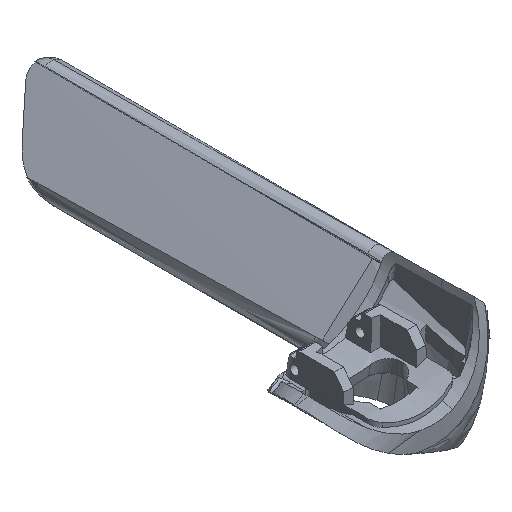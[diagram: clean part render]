
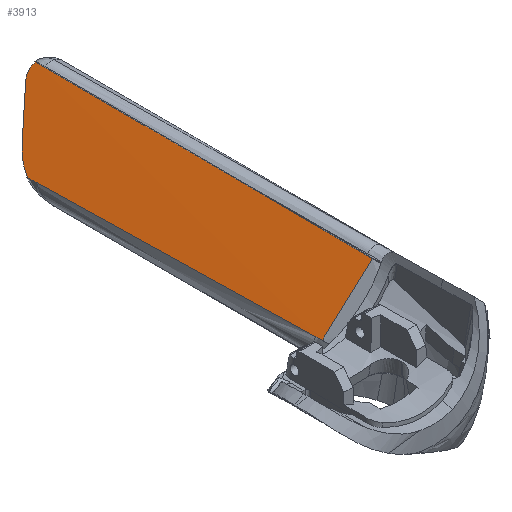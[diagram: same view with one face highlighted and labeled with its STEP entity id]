
A CAD part, isometric view. The second image highlights one B-rep face of the part: STEP entity #3913.
In plain terms, the highlighted free-form (B-spline) face has degree [3, 3] with [4, 6] control points.
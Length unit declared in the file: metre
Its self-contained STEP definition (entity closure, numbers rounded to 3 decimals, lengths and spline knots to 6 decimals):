
#99=B_SPLINE_SURFACE_WITH_KNOTS('',3,3,((#12634,#12635,#12636,#12637,#12638,
#12639),(#12640,#12641,#12642,#12643,#12644,#12645),(#12646,#12647,#12648,
#12649,#12650,#12651),(#12652,#12653,#12654,#12655,#12656,#12657)),
 .RULED_SURF.,.F.,.F.,.F.,(4,4),(4,2,4),(0.,1.),(0.000108,
0.005673,0.999999),.UNSPECIFIED.);
#342=B_SPLINE_CURVE_WITH_KNOTS('',3,(#6892,#6893,#6894,#6895),
 .UNSPECIFIED.,.F.,.F.,(4,4),(0.,0.003021),
 .UNSPECIFIED.);
#515=B_SPLINE_CURVE_WITH_KNOTS('',3,(#10952,#10953,#10954,#10955),
 .UNSPECIFIED.,.F.,.F.,(4,4),(0.,1.),.UNSPECIFIED.);
#523=B_SPLINE_CURVE_WITH_KNOTS('',3,(#11155,#11156,#11157,#11158,#11159,
#11160,#11161,#11162,#11163,#11164,#11165,#11166,#11167,#11168,#11169,#11170,
#11171,#11172,#11173,#11174,#11175,#11176,#11177,#11178,#11179,#11180,#11181,
#11182,#11183,#11184,#11185,#11186,#11187,#11188),.UNSPECIFIED.,.F.,.F.,
(4,1,1,1,1,1,1,1,1,1,1,1,1,1,1,1,1,1,1,1,1,1,1,1,1,1,1,1,1,1,1,4),(0.,0.125,
0.1875,0.21875,0.25,0.28125,0.3125,0.375,0.40625,0.4375,0.46875,0.484375,
0.492188,0.5,0.507813,0.515625,0.53125,0.5625,0.59375,0.625,0.6875,0.71875,
0.734375,0.742188,0.75,0.757813,0.765625,0.78125,0.8125,0.875,0.9375,
1.),.UNSPECIFIED.);
#533=B_SPLINE_CURVE_WITH_KNOTS('',3,(#12581,#12582,#12583,#12584),
 .UNSPECIFIED.,.F.,.F.,(4,4),(0.,1.),.UNSPECIFIED.);
#536=B_SPLINE_CURVE_WITH_KNOTS('',3,(#12630,#12631,#12632,#12633),
 .UNSPECIFIED.,.F.,.F.,(4,4),(0.,1.),.UNSPECIFIED.);
#537=B_SPLINE_CURVE_WITH_KNOTS('',3,(#12658,#12659,#12660,#12661),
 .UNSPECIFIED.,.F.,.F.,(4,4),(0.,0.0049),.UNSPECIFIED.);
#1591=ORIENTED_EDGE('',*,*,#2412,.F.);
#1592=ORIENTED_EDGE('',*,*,#2416,.F.);
#1593=ORIENTED_EDGE('',*,*,#2390,.F.);
#1594=ORIENTED_EDGE('',*,*,#2400,.F.);
#1595=ORIENTED_EDGE('',*,*,#2415,.T.);
#1596=ORIENTED_EDGE('',*,*,#2131,.F.);
#2131=EDGE_CURVE('',#2692,#2693,#342,.T.);
#2390=EDGE_CURVE('',#2844,#2845,#515,.T.);
#2400=EDGE_CURVE('',#2849,#2844,#523,.T.);
#2412=EDGE_CURVE('',#2855,#2692,#533,.T.);
#2415=EDGE_CURVE('',#2849,#2693,#536,.T.);
#2416=EDGE_CURVE('',#2845,#2855,#537,.T.);
#2692=VERTEX_POINT('',#6891);
#2693=VERTEX_POINT('',#6896);
#2844=VERTEX_POINT('',#10951);
#2845=VERTEX_POINT('',#10956);
#2849=VERTEX_POINT('',#11154);
#2855=VERTEX_POINT('',#12580);
#3416=EDGE_LOOP('',(#1591,#1592,#1593,#1594,#1595,#1596));
#3629=FACE_BOUND('',#3416,.T.);
#3913=ADVANCED_FACE('',(#3629),#99,.T.);
#6891=CARTESIAN_POINT('',(0.132849,0.090641,-0.015303));
#6892=CARTESIAN_POINT('',(0.132849,0.090641,-0.015303));
#6893=CARTESIAN_POINT('',(0.133441,0.091154,-0.014648));
#6894=CARTESIAN_POINT('',(0.134243,0.091225,-0.01388));
#6895=CARTESIAN_POINT('',(0.134959,0.090796,-0.01329));
#6896=CARTESIAN_POINT('',(0.134959,0.090796,-0.01329));
#10951=CARTESIAN_POINT('',(0.130925,0.03098,-0.028492));
#10952=CARTESIAN_POINT('',(0.130925,0.030979,-0.028492));
#10953=CARTESIAN_POINT('',(0.129019,0.048263,-0.026988));
#10954=CARTESIAN_POINT('',(0.127125,0.065459,-0.025493));
#10955=CARTESIAN_POINT('',(0.125243,0.082565,-0.024009));
#10956=CARTESIAN_POINT('',(0.125243,0.082565,-0.024009));
#11154=CARTESIAN_POINT('',(0.140732,0.030892,-0.019467));
#11155=CARTESIAN_POINT('',(0.140732,0.030892,-0.019467));
#11156=CARTESIAN_POINT('',(0.140387,0.030891,-0.019785));
#11157=CARTESIAN_POINT('',(0.139836,0.03089,-0.020294));
#11158=CARTESIAN_POINT('',(0.139122,0.030893,-0.020951));
#11159=CARTESIAN_POINT('',(0.138706,0.030895,-0.021335));
#11160=CARTESIAN_POINT('',(0.138357,0.030897,-0.021656));
#11161=CARTESIAN_POINT('',(0.138104,0.030899,-0.021888));
#11162=CARTESIAN_POINT('',(0.137713,0.030903,-0.022248));
#11163=CARTESIAN_POINT('',(0.137309,0.030907,-0.022621));
#11164=CARTESIAN_POINT('',(0.136876,0.030912,-0.023018));
#11165=CARTESIAN_POINT('',(0.136539,0.030916,-0.023328));
#11166=CARTESIAN_POINT('',(0.136252,0.030919,-0.023593));
#11167=CARTESIAN_POINT('',(0.136038,0.030922,-0.023789));
#11168=CARTESIAN_POINT('',(0.135925,0.030923,-0.023893));
#11169=CARTESIAN_POINT('',(0.135811,0.030925,-0.023998));
#11170=CARTESIAN_POINT('',(0.135804,0.030925,-0.024004));
#11171=CARTESIAN_POINT('',(0.135752,0.030926,-0.024052));
#11172=CARTESIAN_POINT('',(0.135668,0.030927,-0.024129));
#11173=CARTESIAN_POINT('',(0.13551,0.030929,-0.024275));
#11174=CARTESIAN_POINT('',(0.135276,0.030932,-0.02449));
#11175=CARTESIAN_POINT('',(0.134899,0.030937,-0.024836));
#11176=CARTESIAN_POINT('',(0.134426,0.030944,-0.025271));
#11177=CARTESIAN_POINT('',(0.133931,0.03095,-0.025726));
#11178=CARTESIAN_POINT('',(0.133659,0.030954,-0.025977));
#11179=CARTESIAN_POINT('',(0.133504,0.030955,-0.02612));
#11180=CARTESIAN_POINT('',(0.133365,0.030957,-0.026247));
#11181=CARTESIAN_POINT('',(0.133297,0.030958,-0.026309));
#11182=CARTESIAN_POINT('',(0.133183,0.030959,-0.026415));
#11183=CARTESIAN_POINT('',(0.132995,0.030961,-0.026588));
#11184=CARTESIAN_POINT('',(0.132616,0.030965,-0.026936));
#11185=CARTESIAN_POINT('',(0.132096,0.030971,-0.027414));
#11186=CARTESIAN_POINT('',(0.131495,0.030976,-0.027967));
#11187=CARTESIAN_POINT('',(0.131112,0.030979,-0.02832));
#11188=CARTESIAN_POINT('',(0.130925,0.030981,-0.028492));
#12580=CARTESIAN_POINT('',(0.127451,0.085963,-0.021281));
#12581=CARTESIAN_POINT('',(0.127451,0.085963,-0.021281));
#12582=CARTESIAN_POINT('',(0.12925,0.087522,-0.019288));
#12583=CARTESIAN_POINT('',(0.131049,0.089082,-0.017296));
#12584=CARTESIAN_POINT('',(0.132848,0.090641,-0.015304));
#12630=CARTESIAN_POINT('',(0.140732,0.030892,-0.019467));
#12631=CARTESIAN_POINT('',(0.138799,0.050961,-0.017398));
#12632=CARTESIAN_POINT('',(0.136863,0.071049,-0.015327));
#12633=CARTESIAN_POINT('',(0.134925,0.091154,-0.013253));
#12634=CARTESIAN_POINT('',(0.141015,0.030508,-0.01928));
#12635=CARTESIAN_POINT('',(0.140995,0.030508,-0.019299));
#12636=CARTESIAN_POINT('',(0.140975,0.030508,-0.019317));
#12637=CARTESIAN_POINT('',(0.137383,0.03056,-0.022618));
#12638=CARTESIAN_POINT('',(0.133812,0.030611,-0.025901));
#12639=CARTESIAN_POINT('',(0.130241,0.030662,-0.029183));
#12640=CARTESIAN_POINT('',(0.138952,0.051257,-0.017198));
#12641=CARTESIAN_POINT('',(0.138933,0.051252,-0.017217));
#12642=CARTESIAN_POINT('',(0.138914,0.051247,-0.017236));
#12643=CARTESIAN_POINT('',(0.13543,0.050331,-0.020645));
#12644=CARTESIAN_POINT('',(0.131965,0.04942,-0.024035));
#12645=CARTESIAN_POINT('',(0.128501,0.048508,-0.027425));
#12646=CARTESIAN_POINT('',(0.13689,0.072007,-0.015116));
#12647=CARTESIAN_POINT('',(0.136871,0.071996,-0.015136));
#12648=CARTESIAN_POINT('',(0.136852,0.071986,-0.015155));
#12649=CARTESIAN_POINT('',(0.133476,0.070102,-0.018672));
#12650=CARTESIAN_POINT('',(0.130118,0.068228,-0.022169));
#12651=CARTESIAN_POINT('',(0.12676,0.066355,-0.025666));
#12652=CARTESIAN_POINT('',(0.134828,0.092756,-0.013034));
#12653=CARTESIAN_POINT('',(0.134809,0.09274,-0.013054));
#12654=CARTESIAN_POINT('',(0.134791,0.092724,-0.013074));
#12655=CARTESIAN_POINT('',(0.131522,0.089873,-0.016699));
#12656=CARTESIAN_POINT('',(0.128271,0.087037,-0.020303));
#12657=CARTESIAN_POINT('',(0.12502,0.084201,-0.023907));
#12658=CARTESIAN_POINT('',(0.125243,0.082565,-0.024009));
#12659=CARTESIAN_POINT('',(0.125735,0.083968,-0.023278));
#12660=CARTESIAN_POINT('',(0.126491,0.085131,-0.022344));
#12661=CARTESIAN_POINT('',(0.127451,0.085963,-0.021281));
